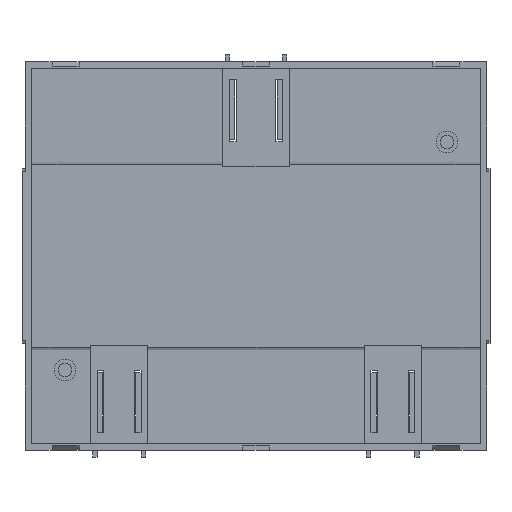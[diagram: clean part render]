
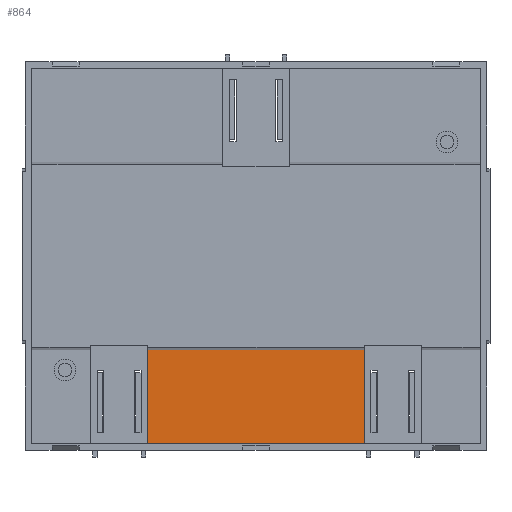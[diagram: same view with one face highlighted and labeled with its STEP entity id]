
A CAD part, front view. The second image highlights one B-rep face of the part: STEP entity #864.
In plain terms, the highlighted planar face has unit normal (0, -1, 0).
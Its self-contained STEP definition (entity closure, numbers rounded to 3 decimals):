
#432 = EDGE_CURVE ( 'NONE', #3115, #3166, #1979, .T. ) ;
#630 = DIRECTION ( 'NONE',  ( -1., 0., 0. ) ) ;
#652 = AXIS2_PLACEMENT_3D ( 'NONE', #6773, #6745, #6738 ) ;
#657 = CARTESIAN_POINT ( 'NONE',  ( 49.9, 3.5, -20.85 ) ) ;
#676 = LINE ( 'NONE', #657, #4190 ) ;
#814 = CARTESIAN_POINT ( 'NONE',  ( 49.9, 3.5, -41.8 ) ) ;
#864 = ADVANCED_FACE ( 'NONE', ( #5332 ), #6794, .F. ) ;
#1642 = LINE ( 'NONE', #814, #3900 ) ;
#1728 = EDGE_LOOP ( 'NONE', ( #2070, #6360, #4761, #3145 ) ) ;
#1839 = DIRECTION ( 'NONE',  ( 0., 0., 1. ) ) ;
#1883 = CARTESIAN_POINT ( 'NONE',  ( -24.1, 3.5, -19.95 ) ) ;
#1979 = LINE ( 'NONE', #1883, #4854 ) ;
#2070 = ORIENTED_EDGE ( 'NONE', *, *, #6779, .F. ) ;
#3100 = VERTEX_POINT ( 'NONE', #4345 ) ;
#3115 = VERTEX_POINT ( 'NONE', #4252 ) ;
#3144 = VERTEX_POINT ( 'NONE', #4073 ) ;
#3145 = ORIENTED_EDGE ( 'NONE', *, *, #432, .F. ) ;
#3166 = VERTEX_POINT ( 'NONE', #3853 ) ;
#3204 = VECTOR ( 'NONE', #4316, 1000. ) ;
#3408 = EDGE_CURVE ( 'NONE', #3144, #3166, #676, .T. ) ;
#3853 = CARTESIAN_POINT ( 'NONE',  ( -24.1, 3.5, -20.85 ) ) ;
#3900 = VECTOR ( 'NONE', #7786, 1000. ) ;
#4073 = CARTESIAN_POINT ( 'NONE',  ( 24.1, 3.5, -20.85 ) ) ;
#4190 = VECTOR ( 'NONE', #630, 1000. ) ;
#4233 = EDGE_CURVE ( 'NONE', #3144, #3100, #5920, .T. ) ;
#4252 = CARTESIAN_POINT ( 'NONE',  ( -24.1, 3.5, -41.8 ) ) ;
#4316 = DIRECTION ( 'NONE',  ( 0., 0., -1. ) ) ;
#4345 = CARTESIAN_POINT ( 'NONE',  ( 24.1, 3.5, -41.8 ) ) ;
#4761 = ORIENTED_EDGE ( 'NONE', *, *, #3408, .T. ) ;
#4854 = VECTOR ( 'NONE', #1839, 1000. ) ;
#5117 = CARTESIAN_POINT ( 'NONE',  ( 24.1, 3.5, -41.8 ) ) ;
#5332 = FACE_OUTER_BOUND ( 'NONE', #1728, .T. ) ;
#5920 = LINE ( 'NONE', #5117, #3204 ) ;
#6360 = ORIENTED_EDGE ( 'NONE', *, *, #4233, .F. ) ;
#6738 = DIRECTION ( 'NONE',  ( 0., 0., -1. ) ) ;
#6745 = DIRECTION ( 'NONE',  ( 0., 1., 0. ) ) ;
#6773 = CARTESIAN_POINT ( 'NONE',  ( 49.9, 3.5, -20.85 ) ) ;
#6779 = EDGE_CURVE ( 'NONE', #3100, #3115, #1642, .T. ) ;
#6794 = PLANE ( 'NONE',  #652 ) ;
#7786 = DIRECTION ( 'NONE',  ( -1., 0., 0. ) ) ;
